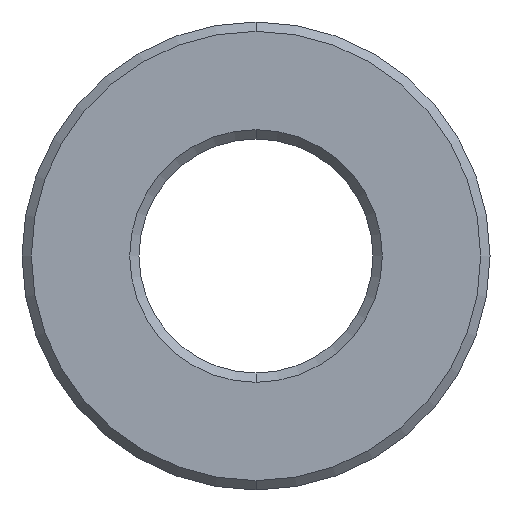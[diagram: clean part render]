
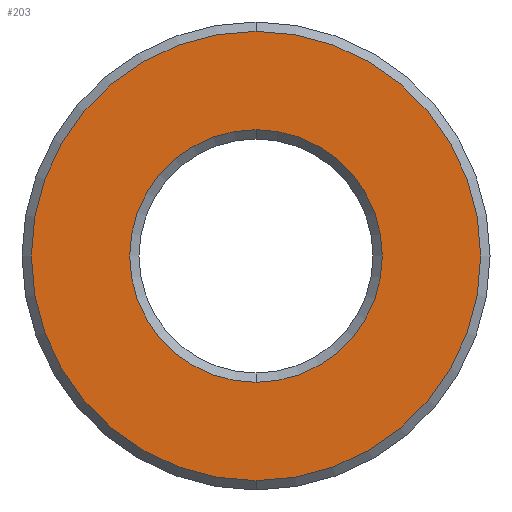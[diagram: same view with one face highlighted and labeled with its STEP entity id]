
A CAD part, front view. The second image highlights one B-rep face of the part: STEP entity #203.
In plain terms, the highlighted planar face has unit normal (0, -1, 0).
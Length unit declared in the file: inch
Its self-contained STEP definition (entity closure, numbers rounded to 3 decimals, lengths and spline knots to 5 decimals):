
#6 = VERTEX_POINT ( 'NONE', #159 ) ;
#11 = VERTEX_POINT ( 'NONE', #135 ) ;
#41 = FACE_BOUND ( 'NONE', #198, .T. ) ;
#44 = DIRECTION ( 'NONE',  ( 0., 0., 1. ) ) ;
#48 = FACE_OUTER_BOUND ( 'NONE', #178, .T. ) ;
#52 = ORIENTED_EDGE ( 'NONE', *, *, #312, .T. ) ;
#55 = EDGE_CURVE ( 'NONE', #74, #329, #313, .T. ) ;
#62 = CARTESIAN_POINT ( 'NONE',  ( 0., 0., 0.24 ) ) ;
#67 = EDGE_CURVE ( 'NONE', #6, #11, #379, .T. ) ;
#74 = VERTEX_POINT ( 'NONE', #423 ) ;
#95 = CARTESIAN_POINT ( 'NONE',  ( 0., 0., 0. ) ) ;
#105 = ORIENTED_EDGE ( 'NONE', *, *, #272, .T. ) ;
#106 = CARTESIAN_POINT ( 'NONE',  ( 0., 0., 0. ) ) ;
#126 = DIRECTION ( 'NONE',  ( 0., 0., 1. ) ) ;
#135 = CARTESIAN_POINT ( 'NONE',  ( 0., 0., -0.135 ) ) ;
#143 = ORIENTED_EDGE ( 'NONE', *, *, #55, .T. ) ;
#149 = DIRECTION ( 'NONE',  ( 0., -1., 0. ) ) ;
#157 = AXIS2_PLACEMENT_3D ( 'NONE', #95, #223, #289 ) ;
#159 = CARTESIAN_POINT ( 'NONE',  ( 0., 0., 0.135 ) ) ;
#177 = CARTESIAN_POINT ( 'NONE',  ( 0., 0., 0. ) ) ;
#178 = EDGE_LOOP ( 'NONE', ( #105, #143 ) ) ;
#181 = CARTESIAN_POINT ( 'NONE',  ( 0., 0., 0. ) ) ;
#198 = EDGE_LOOP ( 'NONE', ( #52, #408 ) ) ;
#203 = ADVANCED_FACE ( 'NONE', ( #41, #48 ), #230, .F. ) ;
#223 = DIRECTION ( 'NONE',  ( 0., 1., 0. ) ) ;
#230 = PLANE ( 'NONE',  #157 ) ;
#264 = AXIS2_PLACEMENT_3D ( 'NONE', #106, #336, #44 ) ;
#272 = EDGE_CURVE ( 'NONE', #329, #74, #274, .T. ) ;
#274 = CIRCLE ( 'NONE', #428, 0.24 ) ;
#289 = DIRECTION ( 'NONE',  ( 0., 0., 1. ) ) ;
#300 = CARTESIAN_POINT ( 'NONE',  ( 0., 0., 0. ) ) ;
#312 = EDGE_CURVE ( 'NONE', #11, #6, #363, .T. ) ;
#313 = CIRCLE ( 'NONE', #264, 0.24 ) ;
#322 = DIRECTION ( 'NONE',  ( 0., 1., 0. ) ) ;
#329 = VERTEX_POINT ( 'NONE', #62 ) ;
#331 = AXIS2_PLACEMENT_3D ( 'NONE', #300, #322, #348 ) ;
#336 = DIRECTION ( 'NONE',  ( 0., -1., 0. ) ) ;
#341 = DIRECTION ( 'NONE',  ( 0., 1., 0. ) ) ;
#348 = DIRECTION ( 'NONE',  ( 0., 0., 1. ) ) ;
#354 = DIRECTION ( 'NONE',  ( 0., 0., 1. ) ) ;
#363 = CIRCLE ( 'NONE', #396, 0.135 ) ;
#379 = CIRCLE ( 'NONE', #331, 0.135 ) ;
#396 = AXIS2_PLACEMENT_3D ( 'NONE', #177, #341, #354 ) ;
#408 = ORIENTED_EDGE ( 'NONE', *, *, #67, .T. ) ;
#423 = CARTESIAN_POINT ( 'NONE',  ( 0., 0., -0.24 ) ) ;
#428 = AXIS2_PLACEMENT_3D ( 'NONE', #181, #149, #126 ) ;
